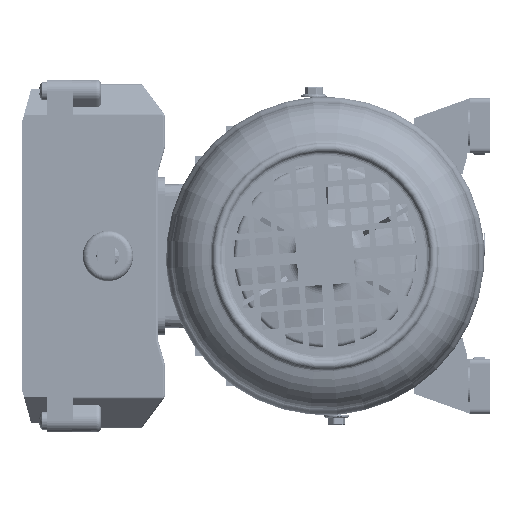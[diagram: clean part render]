
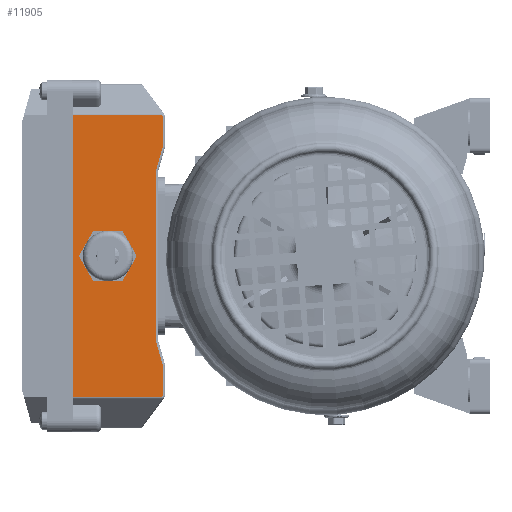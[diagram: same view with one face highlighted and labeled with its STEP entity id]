
A CAD part, left-side view. The second image highlights one B-rep face of the part: STEP entity #11905.
In plain terms, the highlighted face is planar.
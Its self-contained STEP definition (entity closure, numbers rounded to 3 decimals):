
#10764 = VERTEX_POINT ( 'NONE', #56269 ) ;
#10766 = EDGE_CURVE ( 'NONE', #10764, #10767, #56264, .T. ) ;
#10767 = VERTEX_POINT ( 'NONE', #56259 ) ;
#11274 = VERTEX_POINT ( 'NONE', #59230 ) ;
#11278 = EDGE_CURVE ( 'NONE', #11274, #11279, #59201, .T. ) ;
#11279 = VERTEX_POINT ( 'NONE', #59187 ) ;
#11905 = ADVANCED_FACE ( 'NONE', ( #62057, #62056 ), #62055, .F. ) ;
#11939 = ORIENTED_EDGE ( 'NONE', *, *, #10766, .F. ) ;
#11950 = VERTEX_POINT ( 'NONE', #62251 ) ;
#11951 = ORIENTED_EDGE ( 'NONE', *, *, #11952, .T. ) ;
#11952 = EDGE_CURVE ( 'NONE', #11950, #11953, #62247, .T. ) ;
#11953 = VERTEX_POINT ( 'NONE', #62242 ) ;
#11954 = ORIENTED_EDGE ( 'NONE', *, *, #11955, .T. ) ;
#11955 = EDGE_CURVE ( 'NONE', #11953, #11956, #62240, .T. ) ;
#11956 = VERTEX_POINT ( 'NONE', #62233 ) ;
#11957 = ORIENTED_EDGE ( 'NONE', *, *, #11958, .T. ) ;
#11958 = EDGE_CURVE ( 'NONE', #11956, #11959, #62232, .T. ) ;
#11959 = VERTEX_POINT ( 'NONE', #62227 ) ;
#11960 = ORIENTED_EDGE ( 'NONE', *, *, #11961, .T. ) ;
#11961 = EDGE_CURVE ( 'NONE', #11959, #11279, #62223, .T. ) ;
#11962 = ORIENTED_EDGE ( 'NONE', *, *, #11278, .F. ) ;
#11963 = EDGE_LOOP ( 'NONE', ( #12018, #11939 ) ) ;
#11964 = EDGE_LOOP ( 'NONE', ( #11965, #11968, #11971, #11974, #11977, #11951, #11954, #11957, #11960, #11962 ) ) ;
#11965 = ORIENTED_EDGE ( 'NONE', *, *, #11966, .T. ) ;
#11966 = EDGE_CURVE ( 'NONE', #11274, #11967, #62214, .T. ) ;
#11967 = VERTEX_POINT ( 'NONE', #62210 ) ;
#11968 = ORIENTED_EDGE ( 'NONE', *, *, #11969, .T. ) ;
#11969 = EDGE_CURVE ( 'NONE', #11967, #11970, #62204, .T. ) ;
#11970 = VERTEX_POINT ( 'NONE', #62199 ) ;
#11971 = ORIENTED_EDGE ( 'NONE', *, *, #11972, .T. ) ;
#11972 = EDGE_CURVE ( 'NONE', #11970, #11973, #62195, .T. ) ;
#11973 = VERTEX_POINT ( 'NONE', #62308 ) ;
#11974 = ORIENTED_EDGE ( 'NONE', *, *, #11975, .T. ) ;
#11975 = EDGE_CURVE ( 'NONE', #11973, #11976, #62303, .T. ) ;
#11976 = VERTEX_POINT ( 'NONE', #62297 ) ;
#11977 = ORIENTED_EDGE ( 'NONE', *, *, #11978, .T. ) ;
#11978 = EDGE_CURVE ( 'NONE', #11976, #11950, #62293, .T. ) ;
#12018 = ORIENTED_EDGE ( 'NONE', *, *, #12019, .F. ) ;
#12019 = EDGE_CURVE ( 'NONE', #10767, #10764, #62412, .T. ) ;
#56259 = CARTESIAN_POINT ( 'NONE',  ( -8., 25., -60.5 ) ) ;
#56260 = DIRECTION ( 'NONE',  ( -1., 0., 0. ) ) ;
#56261 = DIRECTION ( 'NONE',  ( 0., 0., -1. ) ) ;
#56262 = CARTESIAN_POINT ( 'NONE',  ( 0., 25., -60.5 ) ) ;
#56263 = AXIS2_PLACEMENT_3D ( 'NONE', #56262, #56261, #56260 ) ;
#56264 = CIRCLE ( 'NONE', #56263, 8. ) ;
#56269 = CARTESIAN_POINT ( 'NONE',  ( 8., 25., -60.5 ) ) ;
#59187 = CARTESIAN_POINT ( 'NONE',  ( -61.586, 40., -60.5 ) ) ;
#59189 = DIRECTION ( 'NONE',  ( -1., 0., 0. ) ) ;
#59190 = VECTOR ( 'NONE', #59189, 1000. ) ;
#59200 = CARTESIAN_POINT ( 'NONE',  ( -62., 40., -60.5 ) ) ;
#59201 = LINE ( 'NONE', #59200, #59190 ) ;
#59230 = CARTESIAN_POINT ( 'NONE',  ( 61.586, 40., -60.5 ) ) ;
#62044 = DIRECTION ( 'NONE',  ( 1., 0., 0. ) ) ;
#62045 = DIRECTION ( 'NONE',  ( 0., 0., 1. ) ) ;
#62047 = AXIS2_PLACEMENT_3D ( 'NONE', #62053, #62045, #62044 ) ;
#62053 = CARTESIAN_POINT ( 'NONE',  ( 62., 46., -60.5 ) ) ;
#62055 = PLANE ( 'NONE',  #62047 ) ;
#62056 = FACE_BOUND ( 'NONE', #11963, .T. ) ;
#62057 = FACE_OUTER_BOUND ( 'NONE', #11964, .T. ) ;
#62195 = LINE ( 'NONE', #62311, #62310 ) ;
#62199 = CARTESIAN_POINT ( 'NONE',  ( 61.17, 1., -60.5 ) ) ;
#62200 = DIRECTION ( 'NONE',  ( -0.804, -0.595, 0. ) ) ;
#62201 = VECTOR ( 'NONE', #62200, 1000. ) ;
#62202 = CARTESIAN_POINT ( 'NONE',  ( 83.229, 17.34, -60.5 ) ) ;
#62204 = LINE ( 'NONE', #62202, #62201 ) ;
#62210 = CARTESIAN_POINT ( 'NONE',  ( 61.586, 1.308, -60.5 ) ) ;
#62211 = DIRECTION ( 'NONE',  ( 0., -1., 0. ) ) ;
#62212 = VECTOR ( 'NONE', #62211, 1000. ) ;
#62213 = CARTESIAN_POINT ( 'NONE',  ( 61.586, 46., -60.5 ) ) ;
#62214 = LINE ( 'NONE', #62213, #62212 ) ;
#62218 = DIRECTION ( 'NONE',  ( 0., 1., 0. ) ) ;
#62220 = VECTOR ( 'NONE', #62218, 1000. ) ;
#62222 = CARTESIAN_POINT ( 'NONE',  ( -61.586, 46., -60.5 ) ) ;
#62223 = LINE ( 'NONE', #62222, #62220 ) ;
#62227 = CARTESIAN_POINT ( 'NONE',  ( -61.586, 1.308, -60.5 ) ) ;
#62229 = DIRECTION ( 'NONE',  ( -0.804, 0.595, 0. ) ) ;
#62230 = VECTOR ( 'NONE', #62229, 1000. ) ;
#62231 = CARTESIAN_POINT ( 'NONE',  ( -3.162, -41.969, -60.5 ) ) ;
#62232 = LINE ( 'NONE', #62231, #62230 ) ;
#62233 = CARTESIAN_POINT ( 'NONE',  ( -61.17, 1., -60.5 ) ) ;
#62235 = DIRECTION ( 'NONE',  ( -1., 0., 0. ) ) ;
#62237 = VECTOR ( 'NONE', #62235, 1000. ) ;
#62239 = CARTESIAN_POINT ( 'NONE',  ( -61.5, 1., -60.5 ) ) ;
#62240 = LINE ( 'NONE', #62239, #62237 ) ;
#62242 = CARTESIAN_POINT ( 'NONE',  ( -47.64, 1., -60.5 ) ) ;
#62243 = DIRECTION ( 'NONE',  ( -0.962, -0.275, 0. ) ) ;
#62244 = VECTOR ( 'NONE', #62243, 1000. ) ;
#62245 = CARTESIAN_POINT ( 'NONE',  ( 65.612, 33.358, -60.5 ) ) ;
#62247 = LINE ( 'NONE', #62245, #62244 ) ;
#62251 = CARTESIAN_POINT ( 'NONE',  ( -37.14, 4., -60.5 ) ) ;
#62288 = DIRECTION ( 'NONE',  ( -1., 0., 0. ) ) ;
#62290 = VECTOR ( 'NONE', #62288, 1000. ) ;
#62292 = CARTESIAN_POINT ( 'NONE',  ( 62., 4., -60.5 ) ) ;
#62293 = LINE ( 'NONE', #62292, #62290 ) ;
#62297 = CARTESIAN_POINT ( 'NONE',  ( 37.14, 4., -60.5 ) ) ;
#62298 = DIRECTION ( 'NONE',  ( -0.962, 0.275, 0. ) ) ;
#62299 = VECTOR ( 'NONE', #62298, 1000. ) ;
#62301 = CARTESIAN_POINT ( 'NONE',  ( 49.029, 0.603, -60.5 ) ) ;
#62303 = LINE ( 'NONE', #62301, #62299 ) ;
#62308 = CARTESIAN_POINT ( 'NONE',  ( 47.64, 1., -60.5 ) ) ;
#62309 = DIRECTION ( 'NONE',  ( -1., 0., 0. ) ) ;
#62310 = VECTOR ( 'NONE', #62309, 1000. ) ;
#62311 = CARTESIAN_POINT ( 'NONE',  ( 47.5, 1., -60.5 ) ) ;
#62405 = DIRECTION ( 'NONE',  ( -1., 0., 0. ) ) ;
#62406 = DIRECTION ( 'NONE',  ( 0., 0., -1. ) ) ;
#62408 = CARTESIAN_POINT ( 'NONE',  ( 0., 25., -60.5 ) ) ;
#62409 = AXIS2_PLACEMENT_3D ( 'NONE', #62408, #62406, #62405 ) ;
#62412 = CIRCLE ( 'NONE', #62409, 8. ) ;
